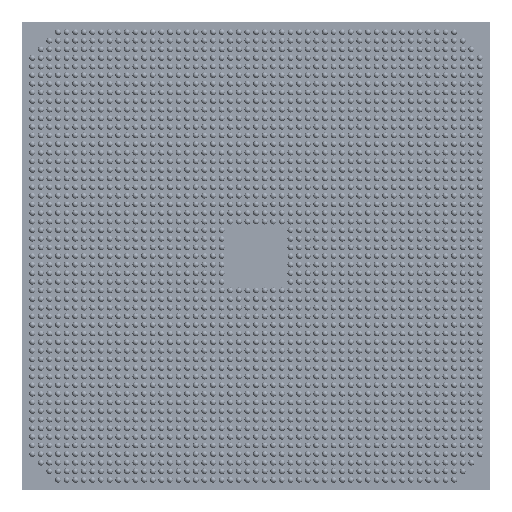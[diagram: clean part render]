
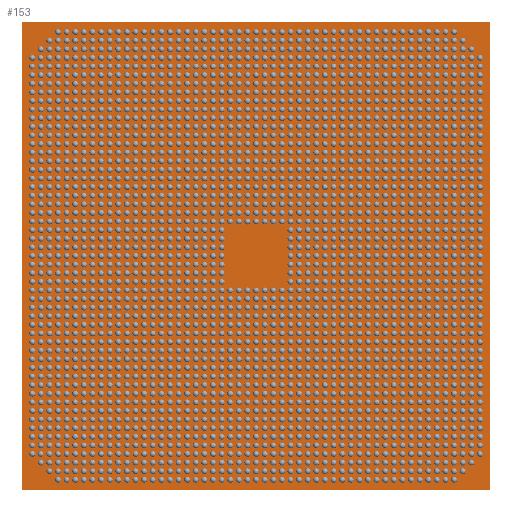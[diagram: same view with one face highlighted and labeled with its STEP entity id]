
A CAD part, front view. The second image highlights one B-rep face of the part: STEP entity #153.
In plain terms, the highlighted planar face has unit normal (0, -1, 0).
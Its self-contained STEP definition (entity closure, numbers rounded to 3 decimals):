
#37=DIRECTION('',(0.,0.,1.));
#38=VECTOR('',#37,50.);
#39=CARTESIAN_POINT('',(-25.,0.5,-25.));
#40=LINE('',#39,#38);
#45=DIRECTION('',(1.,0.,0.));
#46=VECTOR('',#45,50.);
#47=CARTESIAN_POINT('',(-25.,0.5,25.));
#48=LINE('',#47,#46);
#52=DIRECTION('',(0.,0.,-1.));
#53=VECTOR('',#52,50.);
#54=CARTESIAN_POINT('',(25.,0.5,25.));
#55=LINE('',#54,#53);
#59=DIRECTION('',(-1.,0.,0.));
#60=VECTOR('',#59,50.);
#61=CARTESIAN_POINT('',(25.,0.5,-25.));
#62=LINE('',#61,#60);
#122=CARTESIAN_POINT('',(-25.,0.5,-25.));
#123=CARTESIAN_POINT('',(-25.,0.5,25.));
#124=VERTEX_POINT('',#122);
#125=VERTEX_POINT('',#123);
#126=CARTESIAN_POINT('',(25.,0.5,25.));
#127=VERTEX_POINT('',#126);
#128=CARTESIAN_POINT('',(25.,0.5,-25.));
#129=VERTEX_POINT('',#128);
#138=CARTESIAN_POINT('',(0.,0.5,0.));
#139=DIRECTION('',(0.,1.,0.));
#140=DIRECTION('',(1.,0.,0.));
#141=AXIS2_PLACEMENT_3D('',#138,#139,#140);
#142=PLANE('',#141);
#144=ORIENTED_EDGE('',*,*,#143,.T.);
#146=ORIENTED_EDGE('',*,*,#145,.T.);
#148=ORIENTED_EDGE('',*,*,#147,.T.);
#150=ORIENTED_EDGE('',*,*,#149,.T.);
#151=EDGE_LOOP('',(#144,#146,#148,#150));
#152=FACE_OUTER_BOUND('',#151,.F.);
#153=ADVANCED_FACE('',(#152),#142,.F.);
#143=EDGE_CURVE('',#124,#125,#40,.T.);
#145=EDGE_CURVE('',#125,#127,#48,.T.);
#147=EDGE_CURVE('',#127,#129,#55,.T.);
#149=EDGE_CURVE('',#129,#124,#62,.T.);
